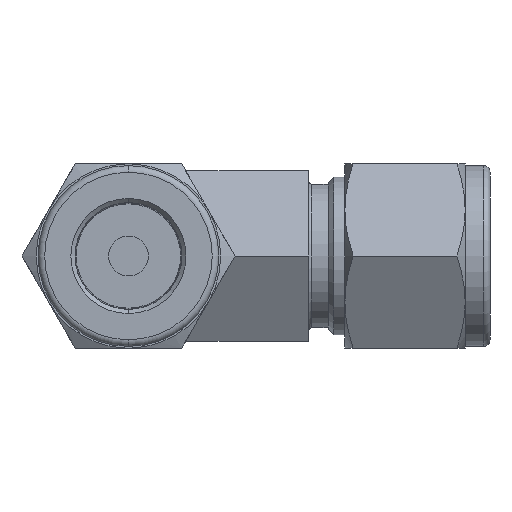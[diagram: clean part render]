
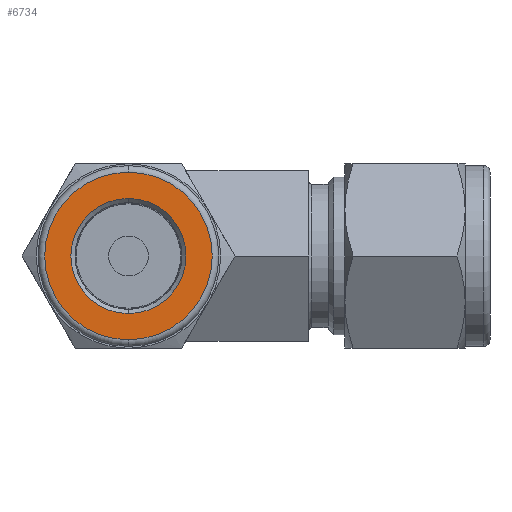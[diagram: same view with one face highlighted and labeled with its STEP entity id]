
A CAD part, front view. The second image highlights one B-rep face of the part: STEP entity #6734.
In plain terms, the highlighted planar face has unit normal (0, -1, 0).
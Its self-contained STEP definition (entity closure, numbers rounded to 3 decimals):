
#544 = VERTEX_POINT('',#545);
#545 = CARTESIAN_POINT('',(3589.79,157.176,10.1));
#552 = EDGE_CURVE('',#553,#544,#555,.T.);
#553 = VERTEX_POINT('',#554);
#554 = CARTESIAN_POINT('',(3589.79,157.176,-10.1));
#555 = CIRCLE('',#556,10.1);
#556 = AXIS2_PLACEMENT_3D('',#557,#558,#559);
#557 = CARTESIAN_POINT('',(3589.79,157.176,0.));
#558 = DIRECTION('',(0.,-1.,-0.));
#559 = DIRECTION('',(0.,0.,-1.));
#621 = VERTEX_POINT('',#622);
#622 = CARTESIAN_POINT('',(3589.79,157.176,-6.94));
#628 = EDGE_CURVE('',#629,#621,#631,.T.);
#629 = VERTEX_POINT('',#630);
#630 = CARTESIAN_POINT('',(3589.79,157.176,6.94));
#631 = CIRCLE('',#632,6.94);
#632 = AXIS2_PLACEMENT_3D('',#633,#634,#635);
#633 = CARTESIAN_POINT('',(3589.79,157.176,0.));
#634 = DIRECTION('',(0.,-1.,-0.));
#635 = DIRECTION('',(0.,0.,-1.));
#6696 = EDGE_CURVE('',#621,#629,#6697,.T.);
#6697 = CIRCLE('',#6698,6.94);
#6698 = AXIS2_PLACEMENT_3D('',#6699,#6700,#6701);
#6699 = CARTESIAN_POINT('',(3589.79,157.176,0.));
#6700 = DIRECTION('',(0.,-1.,-0.));
#6701 = DIRECTION('',(0.,0.,-1.));
#6734 = ADVANCED_FACE('',(#6735,#6739),#6749,.F.);
#6735 = FACE_BOUND('',#6736,.T.);
#6736 = EDGE_LOOP('',(#6737,#6738));
#6737 = ORIENTED_EDGE('',*,*,#6696,.F.);
#6738 = ORIENTED_EDGE('',*,*,#628,.F.);
#6739 = FACE_BOUND('',#6740,.T.);
#6740 = EDGE_LOOP('',(#6741,#6742));
#6741 = ORIENTED_EDGE('',*,*,#552,.T.);
#6742 = ORIENTED_EDGE('',*,*,#6743,.T.);
#6743 = EDGE_CURVE('',#544,#553,#6744,.T.);
#6744 = CIRCLE('',#6745,10.1);
#6745 = AXIS2_PLACEMENT_3D('',#6746,#6747,#6748);
#6746 = CARTESIAN_POINT('',(3589.79,157.176,0.));
#6747 = DIRECTION('',(0.,-1.,-0.));
#6748 = DIRECTION('',(0.,0.,-1.));
#6749 = PLANE('',#6750);
#6750 = AXIS2_PLACEMENT_3D('',#6751,#6752,#6753);
#6751 = CARTESIAN_POINT('',(0.,157.176,0.));
#6752 = DIRECTION('',(0.,1.,0.));
#6753 = DIRECTION('',(0.,-0.,1.));
